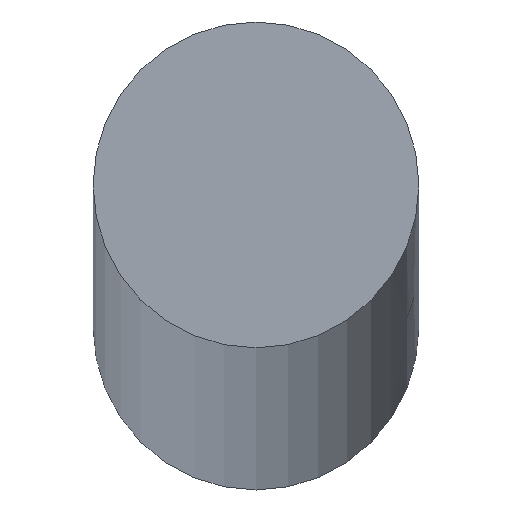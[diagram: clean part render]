
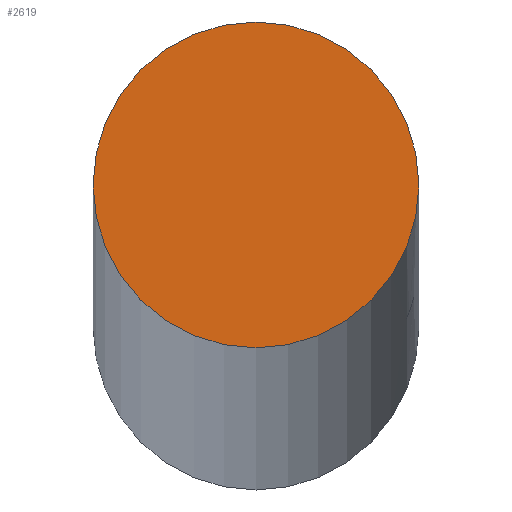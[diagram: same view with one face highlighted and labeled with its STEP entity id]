
A CAD part, top view. The second image highlights one B-rep face of the part: STEP entity #2619.
In plain terms, the highlighted planar face has unit normal (0, 0, 1).
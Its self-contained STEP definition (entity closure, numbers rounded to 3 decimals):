
#565 = DIRECTION ( 'NONE',  ( 0., 0., 1. ) ) ;
#865 = DIRECTION ( 'NONE',  ( 0., 0., 1. ) ) ;
#1584 = DIRECTION ( 'NONE',  ( 1., 0., 0. ) ) ;
#1880 = AXIS2_PLACEMENT_3D ( 'NONE', #6046, #865, #1995 ) ;
#1995 = DIRECTION ( 'NONE',  ( 1., 0., 0. ) ) ;
#2246 = CIRCLE ( 'NONE', #1880, 6. ) ;
#2457 = FACE_OUTER_BOUND ( 'NONE', #10525, .T. ) ;
#2619 = ADVANCED_FACE ( 'NONE', ( #2457 ), #3773, .T. ) ;
#3343 = AXIS2_PLACEMENT_3D ( 'NONE', #4669, #565, #1584 ) ;
#3773 = PLANE ( 'NONE',  #3343 ) ;
#4669 = CARTESIAN_POINT ( 'NONE',  ( 0., 0., 1500. ) ) ;
#6046 = CARTESIAN_POINT ( 'NONE',  ( 0., 0., 1500. ) ) ;
#6142 = VERTEX_POINT ( 'NONE', #11727 ) ;
#7935 = ORIENTED_EDGE ( 'NONE', *, *, #8031, .T. ) ;
#8031 = EDGE_CURVE ( 'NONE', #6142, #6142, #2246, .T. ) ;
#10525 = EDGE_LOOP ( 'NONE', ( #7935 ) ) ;
#11727 = CARTESIAN_POINT ( 'NONE',  ( 6., 0., 1500. ) ) ;
